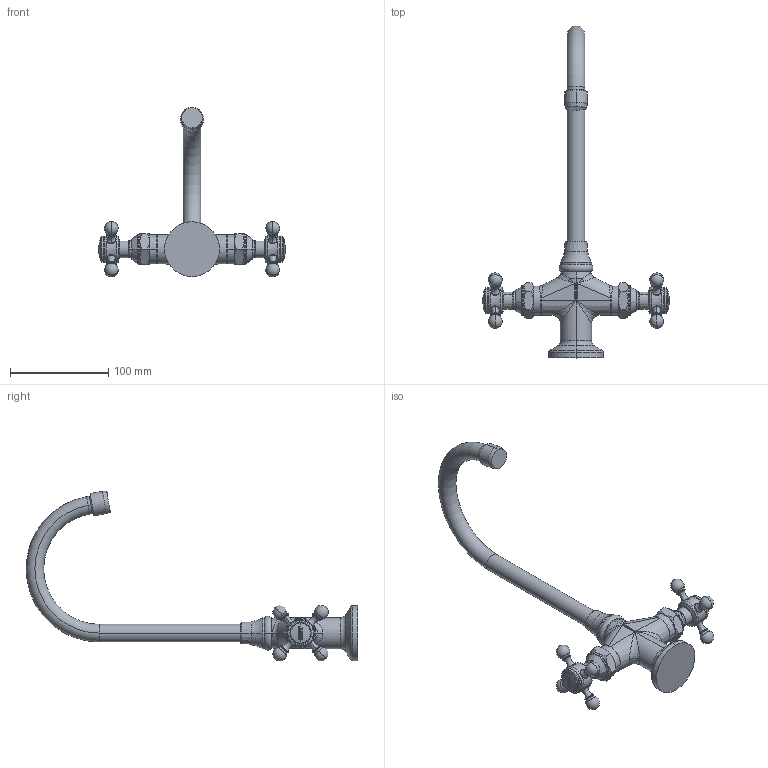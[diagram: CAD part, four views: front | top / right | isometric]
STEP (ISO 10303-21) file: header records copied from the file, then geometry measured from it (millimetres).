
FILE_DESCRIPTION((''),'2;1');
FILE_NAME('9281','2021-05-11T16:38:52',('rsmith'),(''),'CREO PARAMETRIC BY PTC INC, 2018400','CREO PARAMETRIC BY PTC INC, 2018400','');
FILE_SCHEMA(('AUTOMOTIVE_DESIGN { 1 0 10303 214 1 1 1 1 }'));
Length unit declared in the file: inch
Products named in the file (1): 9281
Bounding box: 189.99 x 338.07 x 172.88 mm (x, y, z)
Volume: 320235.7 mm3; surface area: 59129.4 mm2
Topology: 1 solids, 1 shells, 434 faces, 1047 edges, 628 vertices
Faces by surface type: torus 98, plane 96, cylinder 96, cone 52, bspline 52, sphere 32, extrusion 8
Entity records: 24971 total; most frequent: CARTESIAN_POINT 8862, DIRECTION 2109, ORIENTED_EDGE 2054, PRESENTATION_STYLE_ASSIGNMENT 1338, STYLED_ITEM 1037, CURVE_STYLE 1027, EDGE_CURVE 1027, AXIS2_PLACEMENT_3D 943
